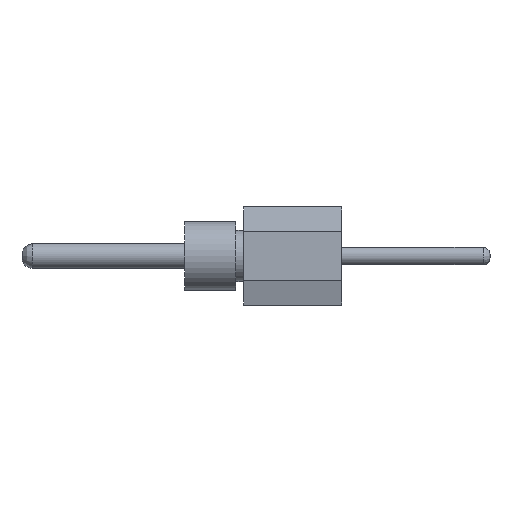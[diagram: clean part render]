
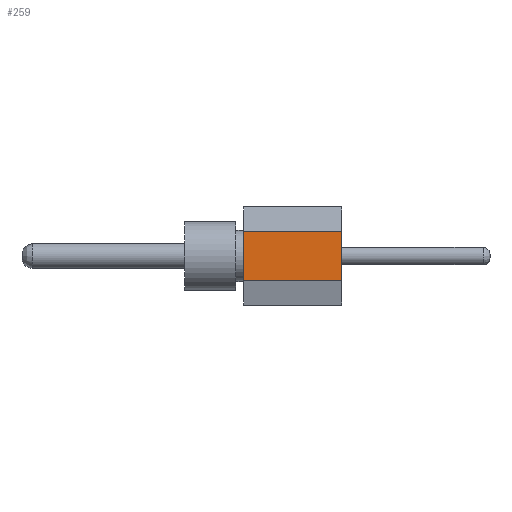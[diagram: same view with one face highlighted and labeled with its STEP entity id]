
A CAD part, left-side view. The second image highlights one B-rep face of the part: STEP entity #259.
In plain terms, the highlighted planar face has unit normal (-1, 0, 0).
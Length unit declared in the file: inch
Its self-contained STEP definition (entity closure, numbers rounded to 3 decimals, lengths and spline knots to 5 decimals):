
#259 = ADVANCED_FACE( '', ( #534 ), #535, .F. );
#534 = FACE_OUTER_BOUND( '', #870, .T. );
#535 = PLANE( '', #871 );
#870 = EDGE_LOOP( '', ( #1378, #1379, #1380, #1381 ) );
#871 = AXIS2_PLACEMENT_3D( '', #1382, #1383, #1384 );
#1378 = ORIENTED_EDGE( '', *, *, #2050, .T. );
#1379 = ORIENTED_EDGE( '', *, *, #2051, .F. );
#1380 = ORIENTED_EDGE( '', *, *, #1962, .F. );
#1381 = ORIENTED_EDGE( '', *, *, #2052, .T. );
#1382 = CARTESIAN_POINT( '', ( 0., 0.1, -0.025 ) );
#1383 = DIRECTION( '', ( 1., 0., 0. ) );
#1384 = DIRECTION( '', ( 0., 0., -1. ) );
#1962 = EDGE_CURVE( '', #2278, #2280, #2281, .T. );
#2050 = EDGE_CURVE( '', #2427, #2428, #2429, .T. );
#2051 = EDGE_CURVE( '', #2280, #2428, #2430, .T. );
#2052 = EDGE_CURVE( '', #2278, #2427, #2431, .T. );
#2278 = VERTEX_POINT( '', #2729 );
#2280 = VERTEX_POINT( '', #2732 );
#2281 = LINE( '', #2733, #2734 );
#2427 = VERTEX_POINT( '', #2933 );
#2428 = VERTEX_POINT( '', #2934 );
#2429 = LINE( '', #2935, #2936 );
#2430 = LINE( '', #2937, #2938 );
#2431 = LINE( '', #2939, #2940 );
#2729 = CARTESIAN_POINT( '', ( 0., 0.1, -0.025 ) );
#2732 = CARTESIAN_POINT( '', ( 0., 0.1, 0.025 ) );
#2733 = CARTESIAN_POINT( '', ( 0., 0.1, -0.025 ) );
#2734 = VECTOR( '', #3275, 39.37008 );
#2933 = CARTESIAN_POINT( '', ( 0., 0., -0.025 ) );
#2934 = CARTESIAN_POINT( '', ( 0., 0., 0.025 ) );
#2935 = CARTESIAN_POINT( '', ( 0., 0., -0.025 ) );
#2936 = VECTOR( '', #3374, 39.37008 );
#2937 = CARTESIAN_POINT( '', ( 0., 0.1, 0.025 ) );
#2938 = VECTOR( '', #3375, 39.37008 );
#2939 = CARTESIAN_POINT( '', ( 0., 0.1, -0.025 ) );
#2940 = VECTOR( '', #3376, 39.37008 );
#3275 = DIRECTION( '', ( 0., 0., 1. ) );
#3374 = DIRECTION( '', ( 0., 0., 1. ) );
#3375 = DIRECTION( '', ( 0., -1., 0. ) );
#3376 = DIRECTION( '', ( 0., -1., 0. ) );
